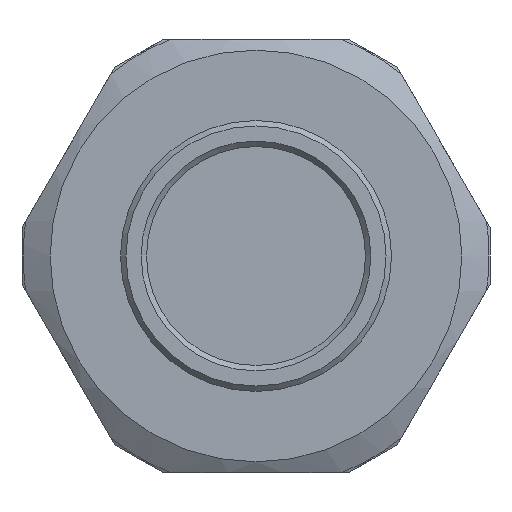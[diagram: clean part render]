
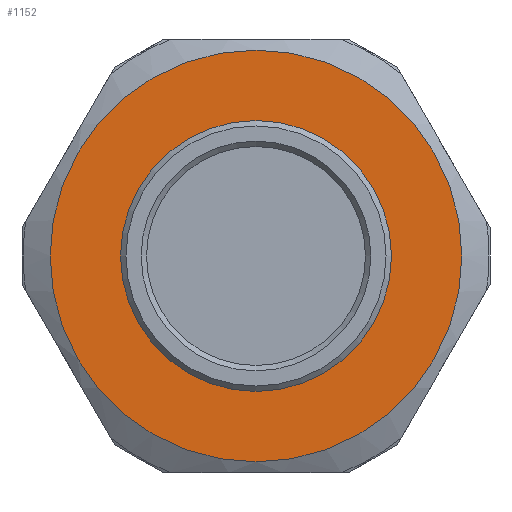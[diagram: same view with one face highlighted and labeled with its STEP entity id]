
A CAD part, front view. The second image highlights one B-rep face of the part: STEP entity #1152.
In plain terms, the highlighted planar face has unit normal (0, -1, 0).
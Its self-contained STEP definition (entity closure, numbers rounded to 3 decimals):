
#129=FACE_BOUND('',#427,.T.);
#360=FACE_OUTER_BOUND('',#426,.T.);
#426=EDGE_LOOP('',(#979));
#427=EDGE_LOOP('',(#980));
#474=CIRCLE('',#1259,19.);
#476=CIRCLE('',#1262,12.);
#574=VERTEX_POINT('',#1963);
#575=VERTEX_POINT('',#1968);
#715=EDGE_CURVE('',#574,#574,#474,.T.);
#717=EDGE_CURVE('',#575,#575,#476,.T.);
#979=ORIENTED_EDGE('',*,*,#715,.F.);
#980=ORIENTED_EDGE('',*,*,#717,.T.);
#1099=PLANE('',#1261);
#1152=ADVANCED_FACE('',(#360,#129),#1099,.T.);
#1259=AXIS2_PLACEMENT_3D('',#1965,#1482,#1483);
#1261=AXIS2_PLACEMENT_3D('',#1967,#1486,#1487);
#1262=AXIS2_PLACEMENT_3D('',#1969,#1488,#1489);
#1482=DIRECTION('center_axis',(0.,1.,0.));
#1483=DIRECTION('ref_axis',(1.,0.,0.));
#1486=DIRECTION('center_axis',(0.,-1.,0.));
#1487=DIRECTION('ref_axis',(0.,0.,-1.));
#1488=DIRECTION('center_axis',(0.,1.,0.));
#1489=DIRECTION('ref_axis',(1.,0.,0.));
#1963=CARTESIAN_POINT('',(210.569,18.313,257.202));
#1965=CARTESIAN_POINT('Origin',(191.569,18.313,257.202));
#1967=CARTESIAN_POINT('Origin',(172.569,18.313,257.202));
#1968=CARTESIAN_POINT('',(203.569,18.313,257.202));
#1969=CARTESIAN_POINT('Origin',(191.569,18.313,257.202));
